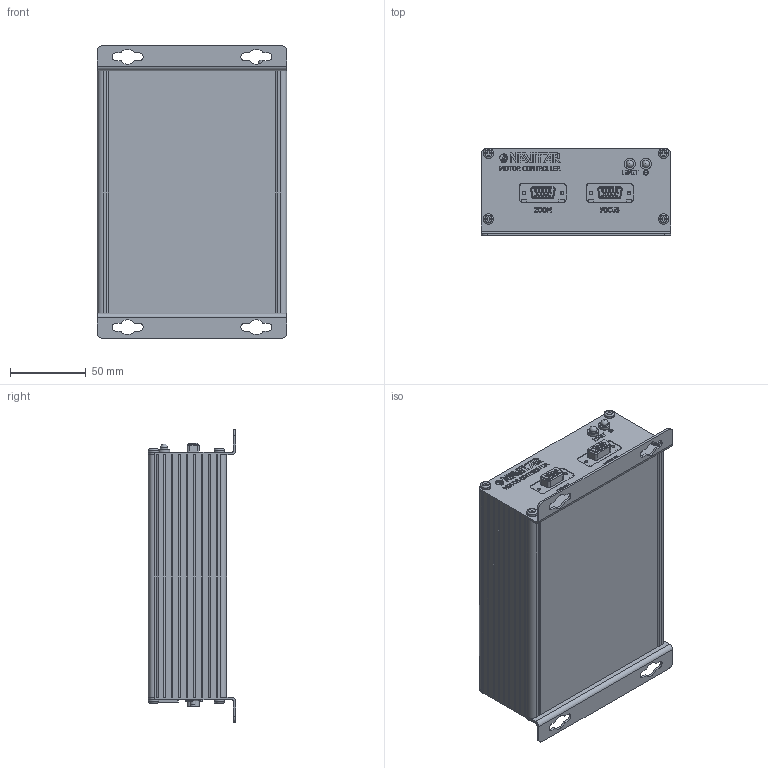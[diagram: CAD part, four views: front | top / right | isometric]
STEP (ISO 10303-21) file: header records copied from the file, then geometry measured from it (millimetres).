
FILE_DESCRIPTION(/* description */ (''),/* implementation_level */ '2;1');
FILE_NAME(/* name */ '40237_0.stp',/* time_stamp */ '2018-06-25T15:55:30-04:00',/* author */ ('BONAFEDE'),/* organization */ ('NAVITAR'),/* preprocessor_version */ 'ST-DEVELOPER v17',/* originating_system */ 'Autodesk Inventor 2018',/* authorisation */ '');
FILE_SCHEMA (('AUTOMOTIVE_DESIGN { 1 0 10303 214 3 1 1 }'));
Products named in the file (1): Part17
Bounding box: 125 x 57.53 x 193.2 mm (x, y, z)
Volume: 209692.2 mm3; surface area: 221668.6 mm2
Topology: 2 solids, 32 shells, 3701 faces, 10303 edges, 6870 vertices
Faces by surface type: plane 2659, cylinder 606, bspline 388, cone 26, torus 20, sphere 2
Full cylindrical faces by diameter (mm): 0.635 x18, 1 x48, 1.143 x9, 1.587 x2, 2 x3, 2.083 x9, 2.261 x4, 2.845 x4, 3.099 x4, 3.2 x6, 3.505 x8, 3.708 x2, 3.81 x2, 4 x8, 4.5 x2, 4.775 x2, 4.851 x2, 5.677 x2, 6.096 x2, 6.5 x1, 6.528 x2, 6.858 x8, 7.29 x2
Entity records: 127187 total; most frequent: CARTESIAN_POINT 28980, ORIENTED_EDGE 20602, DIRECTION 17723, EDGE_CURVE 10301, LINE 7823, VECTOR 7823, VERTEX_POINT 6870, AXIS2_PLACEMENT_3D 4950
